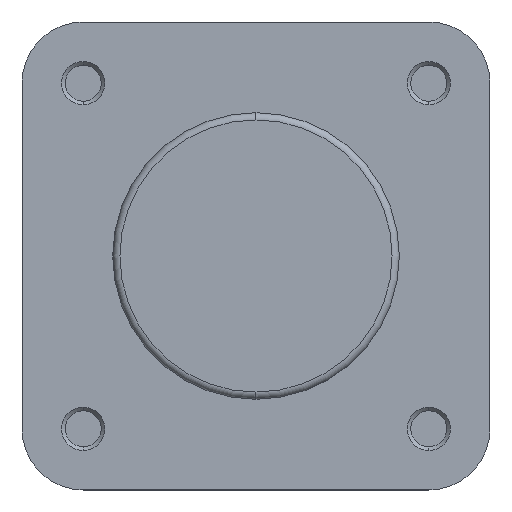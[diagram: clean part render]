
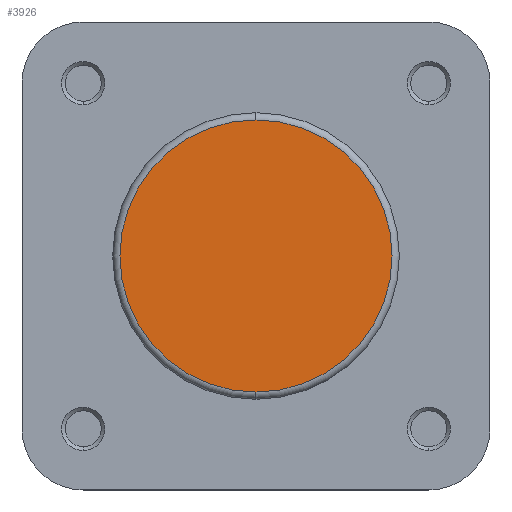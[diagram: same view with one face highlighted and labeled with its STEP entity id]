
A CAD part, left-side view. The second image highlights one B-rep face of the part: STEP entity #3926.
In plain terms, the highlighted planar face has unit normal (-1, 0, 0).
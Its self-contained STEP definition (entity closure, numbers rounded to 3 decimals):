
#739 = CARTESIAN_POINT ( 'NONE',  ( 21., 19.9, 0. ) ) ;
#773 = PLANE ( 'NONE',  #3584 ) ;
#787 = DIRECTION ( 'NONE',  ( 1., 0., 0. ) ) ;
#788 = DIRECTION ( 'NONE',  ( 0., 0., -1. ) ) ;
#1744 = CARTESIAN_POINT ( 'NONE',  ( 21., 0., -18.9 ) ) ;
#1859 = CARTESIAN_POINT ( 'NONE',  ( 21., 0., 18.9 ) ) ;
#2856 = EDGE_CURVE ( 'NONE', #5807, #5650, #4710, .T. ) ;
#2882 = EDGE_CURVE ( 'NONE', #5650, #5807, #4749, .T. ) ;
#3298 = AXIS2_PLACEMENT_3D ( 'NONE', #5560, #5563, #5564 ) ;
#3314 = AXIS2_PLACEMENT_3D ( 'NONE', #5823, #5768, #5770 ) ;
#3584 = AXIS2_PLACEMENT_3D ( 'NONE', #739, #787, #788 ) ;
#3926 = ADVANCED_FACE ( 'NONE', ( #5390 ), #773, .F. ) ;
#4276 = ORIENTED_EDGE ( 'NONE', *, *, #2856, .T. ) ;
#4330 = ORIENTED_EDGE ( 'NONE', *, *, #2882, .T. ) ;
#4642 = EDGE_LOOP ( 'NONE', ( #4330, #4276 ) ) ;
#4710 = CIRCLE ( 'NONE', #3298, 18.9 ) ;
#4749 = CIRCLE ( 'NONE', #3314, 18.9 ) ;
#5390 = FACE_OUTER_BOUND ( 'NONE', #4642, .T. ) ;
#5560 = CARTESIAN_POINT ( 'NONE',  ( 21., 0., 0. ) ) ;
#5563 = DIRECTION ( 'NONE',  ( -1., 0., 0. ) ) ;
#5564 = DIRECTION ( 'NONE',  ( 0., 0., -1. ) ) ;
#5650 = VERTEX_POINT ( 'NONE', #1744 ) ;
#5768 = DIRECTION ( 'NONE',  ( -1., 0., 0. ) ) ;
#5770 = DIRECTION ( 'NONE',  ( 0., 0., -1. ) ) ;
#5807 = VERTEX_POINT ( 'NONE', #1859 ) ;
#5823 = CARTESIAN_POINT ( 'NONE',  ( 21., 0., 0. ) ) ;
